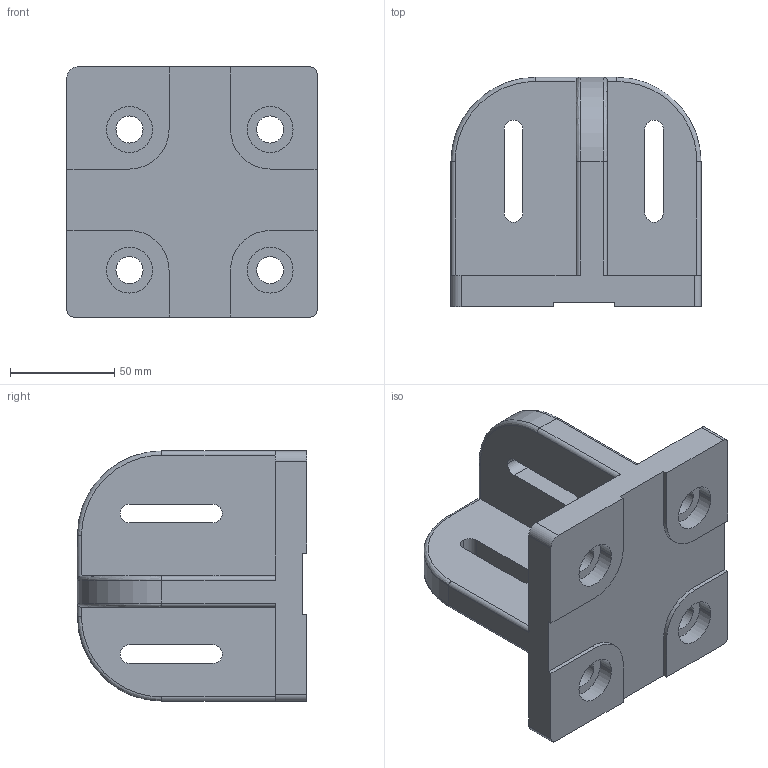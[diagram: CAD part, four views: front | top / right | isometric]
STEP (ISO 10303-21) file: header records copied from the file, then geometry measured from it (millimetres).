
FILE_DESCRIPTION(('STEP AP214'),'1');
FILE_NAME('cctmp_CF9AAAB4-F363-4402-BC80-FDF1CEE43F38_2022_07_28_15_31_27_0024_18648..stp','2022-07-28T13:31:27',('Bosch Rexroth AG'),('CADClick - www.CADClick.com'),'Spatial InterOp 3D',' ','unknown authorization - (Healing Option Enabled)');
FILE_SCHEMA(('AUTOMOTIVE_DESIGN'));
Length unit declared in the file: millimetre
Products named in the file (1): 2022_07_28_15_31_27_0024
Bounding box: 120 x 110 x 120 mm (x, y, z)
Volume: 460603.5 mm3; surface area: 82507.7 mm2
Topology: 1 solids, 1 shells, 110 faces, 292 edges, 188 vertices
Faces by surface type: cylinder 60, plane 42, bspline 8
Entity records: 4452 total; most frequent: CARTESIAN_POINT 747, DIRECTION 598, ORIENTED_EDGE 584, EDGE_CURVE 292, AXIS2_PLACEMENT_3D 215, VERTEX_POINT 188, LINE 168, VECTOR 168
